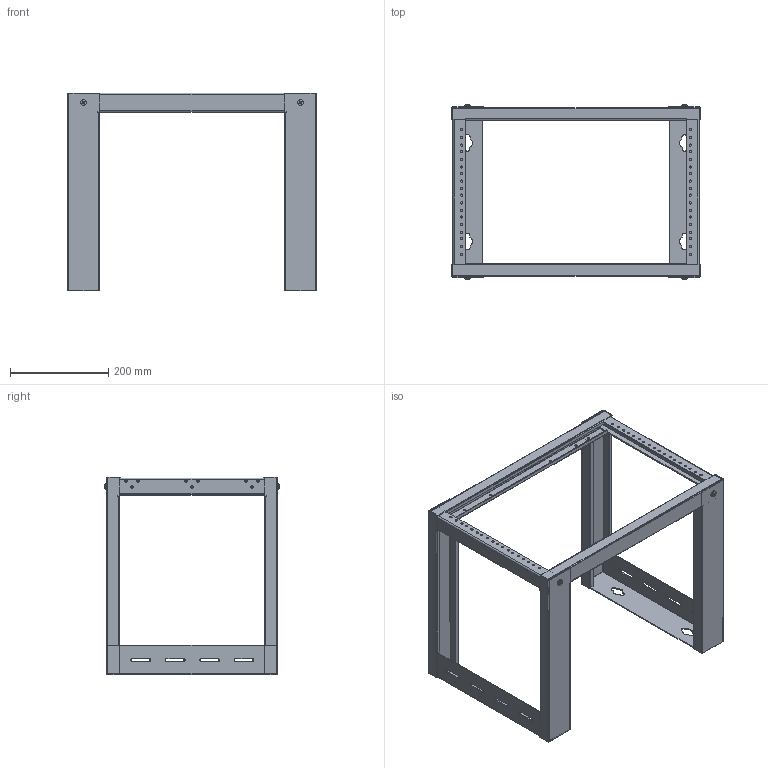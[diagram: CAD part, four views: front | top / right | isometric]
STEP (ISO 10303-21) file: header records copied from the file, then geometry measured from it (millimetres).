
FILE_DESCRIPTION (( 'STEP AP214' ), '1' );
FILE_NAME ('LC-6UWMR15IN-12-24_3D.step', '2023-12-14T14:30:25', ( '' ), ( '' ), 'SwSTEP 2.0', 'SolidWorks 2022', '' );
FILE_SCHEMA (( 'AUTOMOTIVE_DESIGN' ));
Length unit declared in the file: inch
Products named in the file (9): vt frame mbr^frame 2 sides_LC-6UWMR15IN-12-24; frame 2 sides^LC-6UWMR15IN-12-24; hz frame mbr^frame 2 sides_LC-6UWMR15IN-12-24; hz mbr^frame front_LC-6UWMR15IN-12-24; hz frame mbr opp^frame 2 sides_LC-6UWMR15IN-12-24; vt mbr^frame front_LC-6UWMR15IN-12-24; xref cheese head screw^LC-6UWMR15IN-12-24; LC-6UWMR15IN-12-24_3D; frame front^LC-6UWMR15IN-12-24
Assembly tree (14 placements, depth 3):
  LC-6UWMR15IN-12-24_3D
    frame 2 sides^LC-6UWMR15IN-12-24  x2
      vt frame mbr^frame 2 sides_LC-6UWMR15IN-12-24
      hz frame mbr^frame 2 sides_LC-6UWMR15IN-12-24
      hz frame mbr opp^frame 2 sides_LC-6UWMR15IN-12-24
    frame front^LC-6UWMR15IN-12-24
      vt mbr^frame front_LC-6UWMR15IN-12-24  x2
      hz mbr^frame front_LC-6UWMR15IN-12-24  x2
    xref cheese head screw^LC-6UWMR15IN-12-24  x4
Bounding box: 505 x 354.3 x 402 mm (x, y, z)
Volume: 851613.4 mm3; surface area: 835399.7 mm2
Topology: 14 solids, 14 shells, 716 faces, 1812 edges, 1128 vertices
Faces by surface type: plane 412, cylinder 288, cone 16
Entity records: 10480 total; most frequent: CARTESIAN_POINT 1774, DIRECTION 1774, ORIENTED_EDGE 1652, EDGE_CURVE 826, AXIS2_PLACEMENT_3D 624, LINE 526, VECTOR 526, VERTEX_POINT 512
